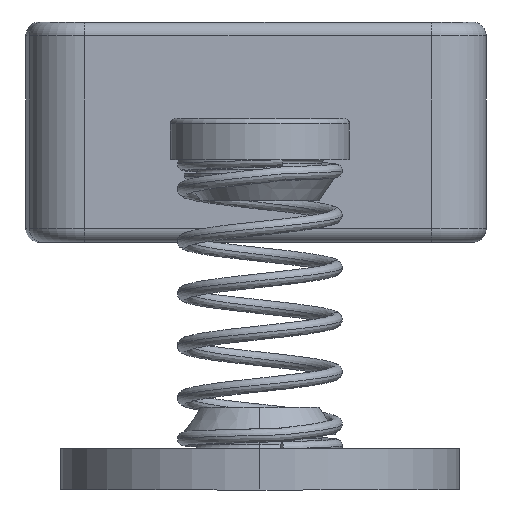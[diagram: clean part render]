
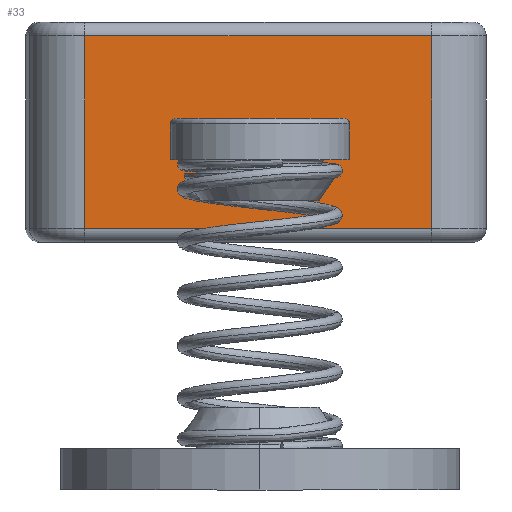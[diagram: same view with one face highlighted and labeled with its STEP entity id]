
A CAD part, front view. The second image highlights one B-rep face of the part: STEP entity #33.
In plain terms, the highlighted planar face has unit normal (0.006, -1, 0).
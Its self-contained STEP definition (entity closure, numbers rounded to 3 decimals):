
#33 = ADVANCED_FACE ( 'NONE', ( #8752, #2999, #11208 ), #424, .F. ) ;
#152 = EDGE_CURVE ( 'NONE', #6851, #5816, #2375, .T. ) ;
#284 = VERTEX_POINT ( 'NONE', #11551 ) ;
#424 = PLANE ( 'NONE',  #6959 ) ;
#446 = EDGE_LOOP ( 'NONE', ( #12774, #4447 ) ) ;
#608 = VERTEX_POINT ( 'NONE', #9749 ) ;
#653 = ORIENTED_EDGE ( 'NONE', *, *, #8590, .T. ) ;
#867 = DIRECTION ( 'NONE',  ( 1., 0.007, 0. ) ) ;
#919 = VECTOR ( 'NONE', #12081, 1000. ) ;
#974 = CIRCLE ( 'NONE', #9619, 0.25 ) ;
#984 = VECTOR ( 'NONE', #7119, 1000. ) ;
#1184 = CIRCLE ( 'NONE', #9531, 0.25 ) ;
#1353 = VERTEX_POINT ( 'NONE', #3550 ) ;
#1426 = ORIENTED_EDGE ( 'NONE', *, *, #2149, .T. ) ;
#1623 = DIRECTION ( 'NONE',  ( -0.007, 1., 0. ) ) ;
#1654 = ORIENTED_EDGE ( 'NONE', *, *, #1903, .T. ) ;
#1658 = CARTESIAN_POINT ( 'NONE',  ( -0.57, 9.996, 12.75 ) ) ;
#1701 = CARTESIAN_POINT ( 'NONE',  ( 8.234, 10.054, 16.5 ) ) ;
#1903 = EDGE_CURVE ( 'NONE', #7807, #7105, #12981, .T. ) ;
#2149 = EDGE_CURVE ( 'NONE', #608, #284, #6039, .T. ) ;
#2361 = CARTESIAN_POINT ( 'NONE',  ( 0.19, 10.001, 12.75 ) ) ;
#2375 = CIRCLE ( 'NONE', #9036, 0.25 ) ;
#2527 = EDGE_CURVE ( 'NONE', #5816, #6851, #5561, .T. ) ;
#2697 = DIRECTION ( 'NONE',  ( 0.007, -1., 0. ) ) ;
#2999 = FACE_BOUND ( 'NONE', #6369, .T. ) ;
#3260 = EDGE_LOOP ( 'NONE', ( #1426, #653, #1654, #9413 ) ) ;
#3343 = CARTESIAN_POINT ( 'NONE',  ( -0.07, 10., 12.75 ) ) ;
#3372 = DIRECTION ( 'NONE',  ( -1., -0.007, 0. ) ) ;
#3550 = CARTESIAN_POINT ( 'NONE',  ( 0.44, 10.003, 12.75 ) ) ;
#3703 = LINE ( 'NONE', #6103, #984 ) ;
#3947 = DIRECTION ( 'NONE',  ( -1., -0.007, 0. ) ) ;
#3989 = DIRECTION ( 'NONE',  ( 0.007, -1., 0. ) ) ;
#4447 = ORIENTED_EDGE ( 'NONE', *, *, #152, .F. ) ;
#4671 = ORIENTED_EDGE ( 'NONE', *, *, #7451, .F. ) ;
#4851 = CARTESIAN_POINT ( 'NONE',  ( 6.234, 10.041, 9. ) ) ;
#5561 = CIRCLE ( 'NONE', #12533, 0.25 ) ;
#5583 = EDGE_CURVE ( 'NONE', #6413, #1353, #1184, .T. ) ;
#5595 = CARTESIAN_POINT ( 'NONE',  ( -0.06, 10., 12.75 ) ) ;
#5811 = DIRECTION ( 'NONE',  ( 0.007, -1., 0. ) ) ;
#5816 = VERTEX_POINT ( 'NONE', #1658 ) ;
#6039 = LINE ( 'NONE', #4851, #919 ) ;
#6103 = CARTESIAN_POINT ( 'NONE',  ( 6.234, 10.041, 9.5 ) ) ;
#6253 = CARTESIAN_POINT ( 'NONE',  ( -6.365, 9.959, 16.5 ) ) ;
#6369 = EDGE_LOOP ( 'NONE', ( #11140, #4671 ) ) ;
#6402 = VECTOR ( 'NONE', #7819, 1000. ) ;
#6413 = VERTEX_POINT ( 'NONE', #5595 ) ;
#6495 = DIRECTION ( 'NONE',  ( 0., 0., -1. ) ) ;
#6851 = VERTEX_POINT ( 'NONE', #3343 ) ;
#6959 = AXIS2_PLACEMENT_3D ( 'NONE', #11289, #1623, #867 ) ;
#7105 = VERTEX_POINT ( 'NONE', #12286 ) ;
#7119 = DIRECTION ( 'NONE',  ( 1., 0.007, 0. ) ) ;
#7126 = EDGE_CURVE ( 'NONE', #7105, #608, #3703, .T. ) ;
#7451 = EDGE_CURVE ( 'NONE', #1353, #6413, #974, .T. ) ;
#7807 = VERTEX_POINT ( 'NONE', #6253 ) ;
#7819 = DIRECTION ( 'NONE',  ( -1., -0.007, 0. ) ) ;
#8590 = EDGE_CURVE ( 'NONE', #284, #7807, #9448, .T. ) ;
#8752 = FACE_BOUND ( 'NONE', #446, .T. ) ;
#8814 = CARTESIAN_POINT ( 'NONE',  ( 0.19, 10.001, 12.75 ) ) ;
#9036 = AXIS2_PLACEMENT_3D ( 'NONE', #10894, #3989, #3947 ) ;
#9413 = ORIENTED_EDGE ( 'NONE', *, *, #7126, .T. ) ;
#9448 = LINE ( 'NONE', #1701, #6402 ) ;
#9511 = DIRECTION ( 'NONE',  ( 0.007, -1., 0. ) ) ;
#9531 = AXIS2_PLACEMENT_3D ( 'NONE', #2361, #9511, #3372 ) ;
#9619 = AXIS2_PLACEMENT_3D ( 'NONE', #8814, #2697, #9865 ) ;
#9749 = CARTESIAN_POINT ( 'NONE',  ( 6.234, 10.041, 9.5 ) ) ;
#9865 = DIRECTION ( 'NONE',  ( -1., -0.007, 0. ) ) ;
#10894 = CARTESIAN_POINT ( 'NONE',  ( -0.32, 9.998, 12.75 ) ) ;
#11140 = ORIENTED_EDGE ( 'NONE', *, *, #5583, .F. ) ;
#11208 = FACE_OUTER_BOUND ( 'NONE', #3260, .T. ) ;
#11289 = CARTESIAN_POINT ( 'NONE',  ( 8.234, 10.054, 9. ) ) ;
#11551 = CARTESIAN_POINT ( 'NONE',  ( 6.234, 10.041, 16.5 ) ) ;
#11657 = CARTESIAN_POINT ( 'NONE',  ( -6.365, 9.959, 9. ) ) ;
#12005 = CARTESIAN_POINT ( 'NONE',  ( -0.32, 9.998, 12.75 ) ) ;
#12081 = DIRECTION ( 'NONE',  ( 0., 0., 1. ) ) ;
#12286 = CARTESIAN_POINT ( 'NONE',  ( -6.365, 9.959, 9.5 ) ) ;
#12533 = AXIS2_PLACEMENT_3D ( 'NONE', #12005, #5811, #13025 ) ;
#12774 = ORIENTED_EDGE ( 'NONE', *, *, #2527, .F. ) ;
#12981 = LINE ( 'NONE', #11657, #13315 ) ;
#13025 = DIRECTION ( 'NONE',  ( -1., -0.007, 0. ) ) ;
#13315 = VECTOR ( 'NONE', #6495, 1000. ) ;
